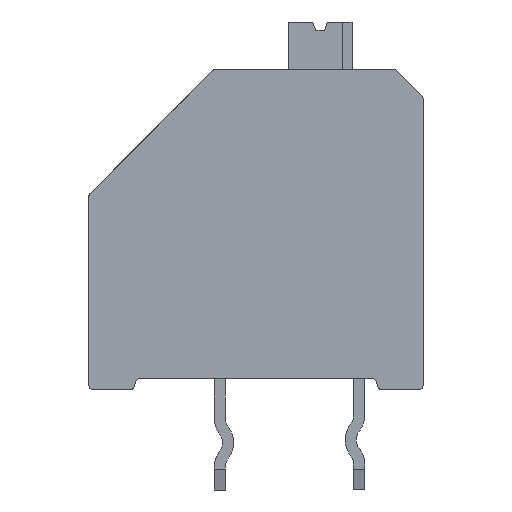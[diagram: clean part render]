
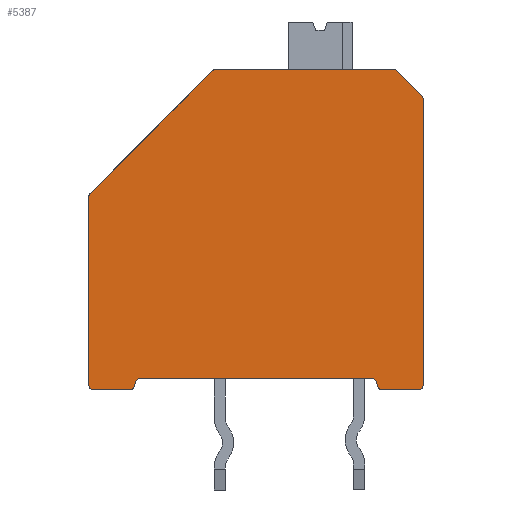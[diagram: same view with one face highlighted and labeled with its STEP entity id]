
A CAD part, front view. The second image highlights one B-rep face of the part: STEP entity #5387.
In plain terms, the highlighted planar face has unit normal (0, -1, 0).
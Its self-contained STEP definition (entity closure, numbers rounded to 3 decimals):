
#236=PLANE('',#5800);
#357=CIRCLE('',#5690,0.17);
#358=CIRCLE('',#5694,0.17);
#360=CIRCLE('',#5698,0.17);
#362=CIRCLE('',#5702,0.17);
#364=CIRCLE('',#5706,0.17);
#366=CIRCLE('',#5710,0.17);
#368=CIRCLE('',#5714,0.17);
#370=CIRCLE('',#5718,0.17);
#372=CIRCLE('',#5722,0.17);
#374=CIRCLE('',#5726,0.17);
#1491=ORIENTED_EDGE('',*,*,#1906,.T.);
#1492=ORIENTED_EDGE('',*,*,#1913,.F.);
#1493=ORIENTED_EDGE('',*,*,#1892,.F.);
#1494=ORIENTED_EDGE('',*,*,#1968,.F.);
#1495=ORIENTED_EDGE('',*,*,#1965,.T.);
#1496=ORIENTED_EDGE('',*,*,#1962,.F.);
#1497=ORIENTED_EDGE('',*,*,#1959,.T.);
#1498=ORIENTED_EDGE('',*,*,#1956,.F.);
#1499=ORIENTED_EDGE('',*,*,#1953,.T.);
#1500=ORIENTED_EDGE('',*,*,#1950,.T.);
#1501=ORIENTED_EDGE('',*,*,#1947,.T.);
#1502=ORIENTED_EDGE('',*,*,#1940,.T.);
#1503=ORIENTED_EDGE('',*,*,#1937,.T.);
#1504=ORIENTED_EDGE('',*,*,#1934,.F.);
#1505=ORIENTED_EDGE('',*,*,#1931,.T.);
#1506=ORIENTED_EDGE('',*,*,#1928,.F.);
#1507=ORIENTED_EDGE('',*,*,#1925,.T.);
#1508=ORIENTED_EDGE('',*,*,#1922,.F.);
#1509=ORIENTED_EDGE('',*,*,#1919,.F.);
#1510=ORIENTED_EDGE('',*,*,#1916,.F.);
#1892=EDGE_CURVE('',#2325,#2326,#2691,.T.);
#1906=EDGE_CURVE('',#2340,#2339,#2704,.T.);
#1913=EDGE_CURVE('',#2326,#2339,#357,.F.);
#1916=EDGE_CURVE('',#2340,#2347,#358,.F.);
#1919=EDGE_CURVE('',#2347,#2349,#2711,.T.);
#1922=EDGE_CURVE('',#2349,#2351,#360,.F.);
#1925=EDGE_CURVE('',#2353,#2351,#2715,.T.);
#1928=EDGE_CURVE('',#2353,#2355,#362,.F.);
#1931=EDGE_CURVE('',#2357,#2355,#2719,.T.);
#1934=EDGE_CURVE('',#2357,#2359,#364,.F.);
#1937=EDGE_CURVE('',#2361,#2359,#2723,.T.);
#1940=EDGE_CURVE('',#2363,#2361,#366,.F.);
#1947=EDGE_CURVE('',#2369,#2363,#2731,.T.);
#1950=EDGE_CURVE('',#2371,#2369,#368,.F.);
#1953=EDGE_CURVE('',#2373,#2371,#2735,.T.);
#1956=EDGE_CURVE('',#2373,#2375,#370,.F.);
#1959=EDGE_CURVE('',#2377,#2375,#2739,.T.);
#1962=EDGE_CURVE('',#2377,#2379,#372,.F.);
#1965=EDGE_CURVE('',#2381,#2379,#2743,.T.);
#1968=EDGE_CURVE('',#2381,#2325,#374,.F.);
#2325=VERTEX_POINT('',#7798);
#2326=VERTEX_POINT('',#7800);
#2339=VERTEX_POINT('',#7827);
#2340=VERTEX_POINT('',#7829);
#2347=VERTEX_POINT('',#7848);
#2349=VERTEX_POINT('',#7854);
#2351=VERTEX_POINT('',#7860);
#2353=VERTEX_POINT('',#7866);
#2355=VERTEX_POINT('',#7872);
#2357=VERTEX_POINT('',#7878);
#2359=VERTEX_POINT('',#7884);
#2361=VERTEX_POINT('',#7890);
#2363=VERTEX_POINT('',#7896);
#2369=VERTEX_POINT('',#7910);
#2371=VERTEX_POINT('',#7916);
#2373=VERTEX_POINT('',#7922);
#2375=VERTEX_POINT('',#7928);
#2377=VERTEX_POINT('',#7934);
#2379=VERTEX_POINT('',#7940);
#2381=VERTEX_POINT('',#7946);
#2691=LINE('',#7799,#3065);
#2704=LINE('',#7828,#3078);
#2711=LINE('',#7853,#3085);
#2715=LINE('',#7865,#3089);
#2719=LINE('',#7877,#3093);
#2723=LINE('',#7889,#3097);
#2731=LINE('',#7909,#3105);
#2735=LINE('',#7921,#3109);
#2739=LINE('',#7933,#3113);
#2743=LINE('',#7945,#3117);
#3065=VECTOR('',#6618,1000.);
#3078=VECTOR('',#6635,1000.);
#3085=VECTOR('',#6660,1000.);
#3089=VECTOR('',#6672,1000.);
#3093=VECTOR('',#6684,1000.);
#3097=VECTOR('',#6696,1000.);
#3105=VECTOR('',#6712,1000.);
#3109=VECTOR('',#6724,1000.);
#3113=VECTOR('',#6736,1000.);
#3117=VECTOR('',#6748,1000.);
#3412=EDGE_LOOP('',(#1491,#1492,#1493,#1494,#1495,#1496,#1497,#1498,#1499,
#1500,#1501,#1502,#1503,#1504,#1505,#1506,#1507,#1508,#1509,#1510));
#3636=FACE_BOUND('',#3412,.T.);
#5387=ADVANCED_FACE('',(#3636),#236,.T.);
#5690=AXIS2_PLACEMENT_3D('',#7842,#6645,#6646);
#5694=AXIS2_PLACEMENT_3D('',#7847,#6653,#6654);
#5698=AXIS2_PLACEMENT_3D('',#7859,#6665,#6666);
#5702=AXIS2_PLACEMENT_3D('',#7871,#6677,#6678);
#5706=AXIS2_PLACEMENT_3D('',#7883,#6689,#6690);
#5710=AXIS2_PLACEMENT_3D('',#7895,#6701,#6702);
#5714=AXIS2_PLACEMENT_3D('',#7915,#6717,#6718);
#5718=AXIS2_PLACEMENT_3D('',#7927,#6729,#6730);
#5722=AXIS2_PLACEMENT_3D('',#7939,#6741,#6742);
#5726=AXIS2_PLACEMENT_3D('',#7951,#6753,#6754);
#5800=AXIS2_PLACEMENT_3D('',#8178,#6970,#6971);
#6618=DIRECTION('',(0.707,0.,0.707));
#6635=DIRECTION('',(-1.,0.,0.));
#6645=DIRECTION('',(0.,-1.,0.));
#6646=DIRECTION('',(0.,0.,-1.));
#6653=DIRECTION('',(0.,-1.,0.));
#6654=DIRECTION('',(0.,0.,-1.));
#6660=DIRECTION('',(0.707,0.,-0.707));
#6665=DIRECTION('',(0.,-1.,0.));
#6666=DIRECTION('',(0.,0.,-1.));
#6672=DIRECTION('',(0.,0.,1.));
#6677=DIRECTION('',(0.,-1.,0.));
#6678=DIRECTION('',(0.,0.,-1.));
#6684=DIRECTION('',(1.,0.,0.));
#6689=DIRECTION('',(0.,-1.,0.));
#6690=DIRECTION('',(0.,0.,-1.));
#6696=DIRECTION('',(0.259,0.,-0.966));
#6701=DIRECTION('',(0.,-1.,0.));
#6702=DIRECTION('',(0.,0.,-1.));
#6712=DIRECTION('',(1.,0.,0.));
#6717=DIRECTION('',(0.,-1.,0.));
#6718=DIRECTION('',(0.,0.,-1.));
#6724=DIRECTION('',(0.259,0.,0.966));
#6729=DIRECTION('',(0.,-1.,0.));
#6730=DIRECTION('',(0.,0.,-1.));
#6736=DIRECTION('',(1.,0.,0.));
#6741=DIRECTION('',(0.,-1.,0.));
#6742=DIRECTION('',(0.,0.,-1.));
#6748=DIRECTION('',(0.,0.,-1.));
#6753=DIRECTION('',(0.,-1.,0.));
#6754=DIRECTION('',(0.,0.,-1.));
#6970=DIRECTION('',(0.,-1.,0.));
#6971=DIRECTION('',(0.,0.,-1.));
#7798=CARTESIAN_POINT('',(0.05,-1.75,6.88));
#7799=CARTESIAN_POINT('',(1.847,-1.75,8.677));
#7800=CARTESIAN_POINT('',(4.45,-1.75,11.28));
#7827=CARTESIAN_POINT('',(4.57,-1.75,11.33));
#7828=CARTESIAN_POINT('',(12.,-1.75,11.33));
#7829=CARTESIAN_POINT('',(10.93,-1.75,11.33));
#7842=CARTESIAN_POINT('',(4.57,-1.75,11.16));
#7847=CARTESIAN_POINT('',(10.93,-1.75,11.16));
#7848=CARTESIAN_POINT('',(11.05,-1.75,11.28));
#7853=CARTESIAN_POINT('',(11.5,-1.75,10.83));
#7854=CARTESIAN_POINT('',(11.95,-1.75,10.38));
#7859=CARTESIAN_POINT('',(11.83,-1.75,10.26));
#7860=CARTESIAN_POINT('',(12.,-1.75,10.26));
#7865=CARTESIAN_POINT('',(12.,-1.75,-0.17));
#7866=CARTESIAN_POINT('',(12.,-1.75,0.));
#7871=CARTESIAN_POINT('',(11.83,-1.75,0.));
#7872=CARTESIAN_POINT('',(11.83,-1.75,-0.17));
#7877=CARTESIAN_POINT('',(0.,-1.75,-0.17));
#7878=CARTESIAN_POINT('',(10.53,-1.75,-0.17));
#7883=CARTESIAN_POINT('',(10.53,-1.75,0.));
#7884=CARTESIAN_POINT('',(10.366,-1.75,-0.044));
#7889=CARTESIAN_POINT('',(10.774,-1.75,-1.566));
#7890=CARTESIAN_POINT('',(10.327,-1.75,0.104));
#7895=CARTESIAN_POINT('',(10.162,-1.75,0.06));
#7896=CARTESIAN_POINT('',(10.162,-1.75,0.23));
#7909=CARTESIAN_POINT('',(10.493,-1.75,0.23));
#7910=CARTESIAN_POINT('',(1.838,-1.75,0.23));
#7915=CARTESIAN_POINT('',(1.838,-1.75,0.06));
#7916=CARTESIAN_POINT('',(1.673,-1.75,0.104));
#7921=CARTESIAN_POINT('',(1.707,-1.75,0.23));
#7922=CARTESIAN_POINT('',(1.634,-1.75,-0.044));
#7927=CARTESIAN_POINT('',(1.47,-1.75,0.));
#7928=CARTESIAN_POINT('',(1.47,-1.75,-0.17));
#7933=CARTESIAN_POINT('',(0.,-1.75,-0.17));
#7934=CARTESIAN_POINT('',(0.17,-1.75,-0.17));
#7939=CARTESIAN_POINT('',(0.17,-1.75,0.));
#7940=CARTESIAN_POINT('',(0.,-1.75,0.));
#7945=CARTESIAN_POINT('',(0.,-1.75,11.33));
#7946=CARTESIAN_POINT('',(0.,-1.75,6.76));
#7951=CARTESIAN_POINT('',(0.17,-1.75,6.76));
#8178=CARTESIAN_POINT('',(0.,-1.75,0.));
